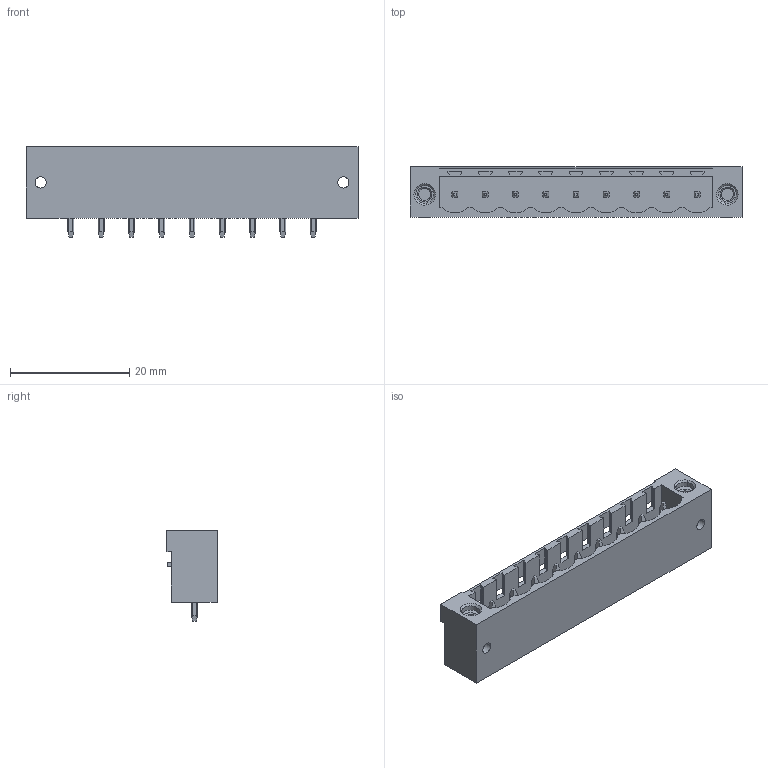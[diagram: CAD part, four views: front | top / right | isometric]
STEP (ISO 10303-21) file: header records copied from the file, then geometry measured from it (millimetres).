
FILE_DESCRIPTION(('CATIA V5 STEP Exchange','CAx-IF Rec.Pracs.--- Model Styling and Organization---1.2---2011-12-15'),'2;1');
FILE_NAME ('D1449043_0', '2018-10-27T02:47:54+00:00', ('none'), ('Weidmueller'), 'CATIA Version 5-6 Release 2014', 'CATIA V5 STEP AP214', 'none');
FILE_SCHEMA(('AUTOMOTIVE_DESIGN { 1 0 10303 214 1 1 1 1 }'));
Length unit declared in the file: millimetre
Products named in the file (1): 1147350000
Bounding box: 55.72 x 8.43 x 15.2 mm (x, y, z)
Volume: 2674.9 mm3; surface area: 4533.8 mm2
Topology: 12 solids, 12 shells, 437 faces, 1271 edges, 844 vertices
Faces by surface type: plane 318, cylinder 103, cone 16
Entity records: 13409 total; most frequent: CARTESIAN_POINT 2879, ORIENTED_EDGE 2542, DIRECTION 1573, EDGE_CURVE 1271, VECTOR 905, LINE 905, VERTEX_POINT 844, EDGE_LOOP 475
